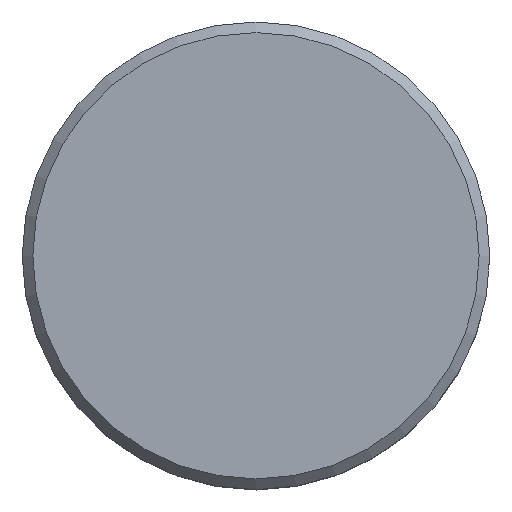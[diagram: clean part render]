
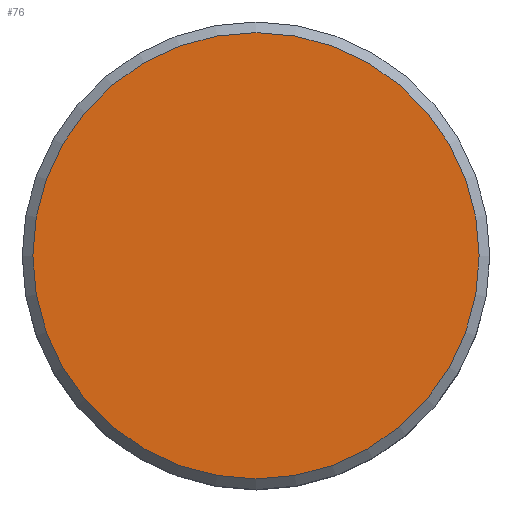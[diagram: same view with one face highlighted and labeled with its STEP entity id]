
A CAD part, top view. The second image highlights one B-rep face of the part: STEP entity #76.
In plain terms, the highlighted planar face has unit normal (0, 0, 1).
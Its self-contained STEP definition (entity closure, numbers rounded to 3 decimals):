
#18=PLANE('',#98);
#22=FACE_OUTER_BOUND('',#28,.T.);
#28=EDGE_LOOP('',(#62));
#40=CIRCLE('',#96,10.5);
#45=VERTEX_POINT('',#135);
#50=EDGE_CURVE('',#45,#45,#40,.T.);
#62=ORIENTED_EDGE('',*,*,#50,.F.);
#76=ADVANCED_FACE('',(#22),#18,.F.);
#96=AXIS2_PLACEMENT_3D('',#136,#110,#111);
#98=AXIS2_PLACEMENT_3D('',#140,#115,#116);
#110=DIRECTION('center_axis',(0.,0.,-1.));
#111=DIRECTION('ref_axis',(1.,0.,0.));
#115=DIRECTION('center_axis',(0.,0.,-1.));
#116=DIRECTION('ref_axis',(1.,0.,0.));
#135=CARTESIAN_POINT('',(-10.5,-22.,-2.));
#136=CARTESIAN_POINT('Origin',(0.,-22.,-2.));
#140=CARTESIAN_POINT('Origin',(0.,-22.,-2.));
